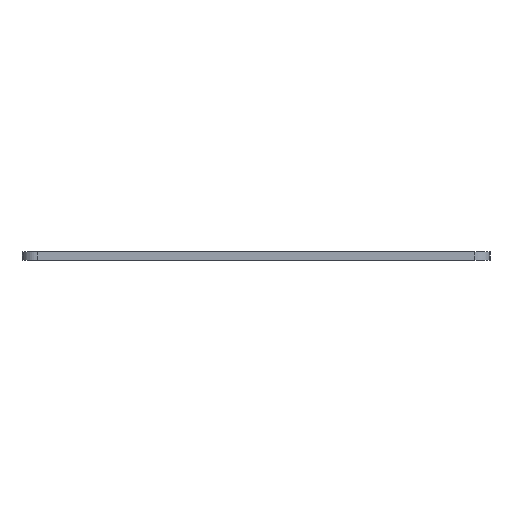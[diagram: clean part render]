
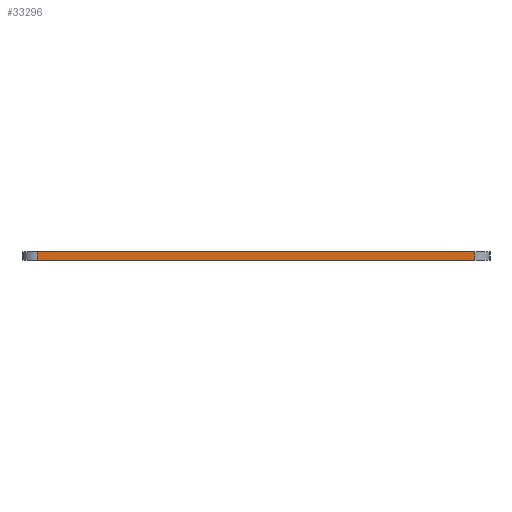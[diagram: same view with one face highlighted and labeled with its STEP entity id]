
A CAD part, left-side view. The second image highlights one B-rep face of the part: STEP entity #33296.
In plain terms, the highlighted planar face has unit normal (-1, 0, 0).
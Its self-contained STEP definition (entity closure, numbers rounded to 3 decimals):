
#84 = PLANE('',#85);
#85 = AXIS2_PLACEMENT_3D('',#86,#87,#88);
#86 = CARTESIAN_POINT('',(119.063,-19.05,1.6));
#87 = DIRECTION('',(0.,0.,1.));
#88 = DIRECTION('',(1.,0.,-0.));
#139 = PLANE('',#140);
#140 = AXIS2_PLACEMENT_3D('',#141,#142,#143);
#141 = CARTESIAN_POINT('',(119.063,-19.05,0.));
#142 = DIRECTION('',(0.,0.,1.));
#143 = DIRECTION('',(1.,0.,-0.));
#248 = CYLINDRICAL_SURFACE('',#249,3.);
#249 = AXIS2_PLACEMENT_3D('',#250,#251,#252);
#250 = CARTESIAN_POINT('',(-28.663,24.65,0.));
#251 = DIRECTION('',(-0.,-0.,-1.));
#252 = DIRECTION('',(1.,0.,-0.));
#309 = VERTEX_POINT('',#310);
#310 = CARTESIAN_POINT('',(-31.663,24.65,0.));
#332 = EDGE_CURVE('',#333,#309,#335,.T.);
#333 = VERTEX_POINT('',#334);
#334 = CARTESIAN_POINT('',(-31.663,-62.75,0.));
#335 = SURFACE_CURVE('',#336,(#340,#347),.PCURVE_S1.);
#336 = LINE('',#337,#338);
#337 = CARTESIAN_POINT('',(-31.663,-62.75,0.));
#338 = VECTOR('',#339,1.);
#339 = DIRECTION('',(0.,1.,0.));
#340 = PCURVE('',#139,#341);
#341 = DEFINITIONAL_REPRESENTATION('',(#342),#346);
#342 = LINE('',#343,#344);
#343 = CARTESIAN_POINT('',(-150.725,-43.7));
#344 = VECTOR('',#345,1.);
#345 = DIRECTION('',(0.,1.));
#346 = ( GEOMETRIC_REPRESENTATION_CONTEXT(2) 
PARAMETRIC_REPRESENTATION_CONTEXT() REPRESENTATION_CONTEXT('2D SPACE',''
  ) );
#347 = PCURVE('',#348,#353);
#348 = PLANE('',#349);
#349 = AXIS2_PLACEMENT_3D('',#350,#351,#352);
#350 = CARTESIAN_POINT('',(-31.663,-62.75,0.));
#351 = DIRECTION('',(-1.,0.,0.));
#352 = DIRECTION('',(0.,1.,0.));
#353 = DEFINITIONAL_REPRESENTATION('',(#354),#358);
#354 = LINE('',#355,#356);
#355 = CARTESIAN_POINT('',(0.,0.));
#356 = VECTOR('',#357,1.);
#357 = DIRECTION('',(1.,0.));
#358 = ( GEOMETRIC_REPRESENTATION_CONTEXT(2) 
PARAMETRIC_REPRESENTATION_CONTEXT() REPRESENTATION_CONTEXT('2D SPACE',''
  ) );
#377 = CYLINDRICAL_SURFACE('',#378,3.);
#378 = AXIS2_PLACEMENT_3D('',#379,#380,#381);
#379 = CARTESIAN_POINT('',(-28.663,-62.75,0.));
#380 = DIRECTION('',(-0.,-0.,-1.));
#381 = DIRECTION('',(1.,0.,-0.));
#18208 = VERTEX_POINT('',#18209);
#18209 = CARTESIAN_POINT('',(-31.663,24.65,1.6));
#18231 = EDGE_CURVE('',#18232,#18208,#18234,.T.);
#18232 = VERTEX_POINT('',#18233);
#18233 = CARTESIAN_POINT('',(-31.663,-62.75,1.6));
#18234 = SURFACE_CURVE('',#18235,(#18239,#18246),.PCURVE_S1.);
#18235 = LINE('',#18236,#18237);
#18236 = CARTESIAN_POINT('',(-31.663,-62.75,1.6));
#18237 = VECTOR('',#18238,1.);
#18238 = DIRECTION('',(0.,1.,0.));
#18239 = PCURVE('',#84,#18240);
#18240 = DEFINITIONAL_REPRESENTATION('',(#18241),#18245);
#18241 = LINE('',#18242,#18243);
#18242 = CARTESIAN_POINT('',(-150.725,-43.7));
#18243 = VECTOR('',#18244,1.);
#18244 = DIRECTION('',(0.,1.));
#18245 = ( GEOMETRIC_REPRESENTATION_CONTEXT(2) 
PARAMETRIC_REPRESENTATION_CONTEXT() REPRESENTATION_CONTEXT('2D SPACE',''
  ) );
#18246 = PCURVE('',#348,#18247);
#18247 = DEFINITIONAL_REPRESENTATION('',(#18248),#18252);
#18248 = LINE('',#18249,#18250);
#18249 = CARTESIAN_POINT('',(0.,-1.6));
#18250 = VECTOR('',#18251,1.);
#18251 = DIRECTION('',(1.,0.));
#18252 = ( GEOMETRIC_REPRESENTATION_CONTEXT(2) 
PARAMETRIC_REPRESENTATION_CONTEXT() REPRESENTATION_CONTEXT('2D SPACE',''
  ) );
#33248 = EDGE_CURVE('',#309,#18208,#33249,.T.);
#33249 = SURFACE_CURVE('',#33250,(#33254,#33261),.PCURVE_S1.);
#33250 = LINE('',#33251,#33252);
#33251 = CARTESIAN_POINT('',(-31.663,24.65,0.));
#33252 = VECTOR('',#33253,1.);
#33253 = DIRECTION('',(0.,0.,1.));
#33254 = PCURVE('',#248,#33255);
#33255 = DEFINITIONAL_REPRESENTATION('',(#33256),#33260);
#33256 = LINE('',#33257,#33258);
#33257 = CARTESIAN_POINT('',(-3.142,0.));
#33258 = VECTOR('',#33259,1.);
#33259 = DIRECTION('',(-0.,-1.));
#33260 = ( GEOMETRIC_REPRESENTATION_CONTEXT(2) 
PARAMETRIC_REPRESENTATION_CONTEXT() REPRESENTATION_CONTEXT('2D SPACE',''
  ) );
#33261 = PCURVE('',#348,#33262);
#33262 = DEFINITIONAL_REPRESENTATION('',(#33263),#33267);
#33263 = LINE('',#33264,#33265);
#33264 = CARTESIAN_POINT('',(87.4,0.));
#33265 = VECTOR('',#33266,1.);
#33266 = DIRECTION('',(0.,-1.));
#33267 = ( GEOMETRIC_REPRESENTATION_CONTEXT(2) 
PARAMETRIC_REPRESENTATION_CONTEXT() REPRESENTATION_CONTEXT('2D SPACE',''
  ) );
#33296 = ADVANCED_FACE('',(#33297),#348,.T.);
#33297 = FACE_BOUND('',#33298,.T.);
#33298 = EDGE_LOOP('',(#33299,#33320,#33321,#33322));
#33299 = ORIENTED_EDGE('',*,*,#33300,.T.);
#33300 = EDGE_CURVE('',#333,#18232,#33301,.T.);
#33301 = SURFACE_CURVE('',#33302,(#33306,#33313),.PCURVE_S1.);
#33302 = LINE('',#33303,#33304);
#33303 = CARTESIAN_POINT('',(-31.663,-62.75,0.));
#33304 = VECTOR('',#33305,1.);
#33305 = DIRECTION('',(0.,0.,1.));
#33306 = PCURVE('',#348,#33307);
#33307 = DEFINITIONAL_REPRESENTATION('',(#33308),#33312);
#33308 = LINE('',#33309,#33310);
#33309 = CARTESIAN_POINT('',(0.,0.));
#33310 = VECTOR('',#33311,1.);
#33311 = DIRECTION('',(0.,-1.));
#33312 = ( GEOMETRIC_REPRESENTATION_CONTEXT(2) 
PARAMETRIC_REPRESENTATION_CONTEXT() REPRESENTATION_CONTEXT('2D SPACE',''
  ) );
#33313 = PCURVE('',#377,#33314);
#33314 = DEFINITIONAL_REPRESENTATION('',(#33315),#33319);
#33315 = LINE('',#33316,#33317);
#33316 = CARTESIAN_POINT('',(-3.142,0.));
#33317 = VECTOR('',#33318,1.);
#33318 = DIRECTION('',(-0.,-1.));
#33319 = ( GEOMETRIC_REPRESENTATION_CONTEXT(2) 
PARAMETRIC_REPRESENTATION_CONTEXT() REPRESENTATION_CONTEXT('2D SPACE',''
  ) );
#33320 = ORIENTED_EDGE('',*,*,#18231,.T.);
#33321 = ORIENTED_EDGE('',*,*,#33248,.F.);
#33322 = ORIENTED_EDGE('',*,*,#332,.F.);
